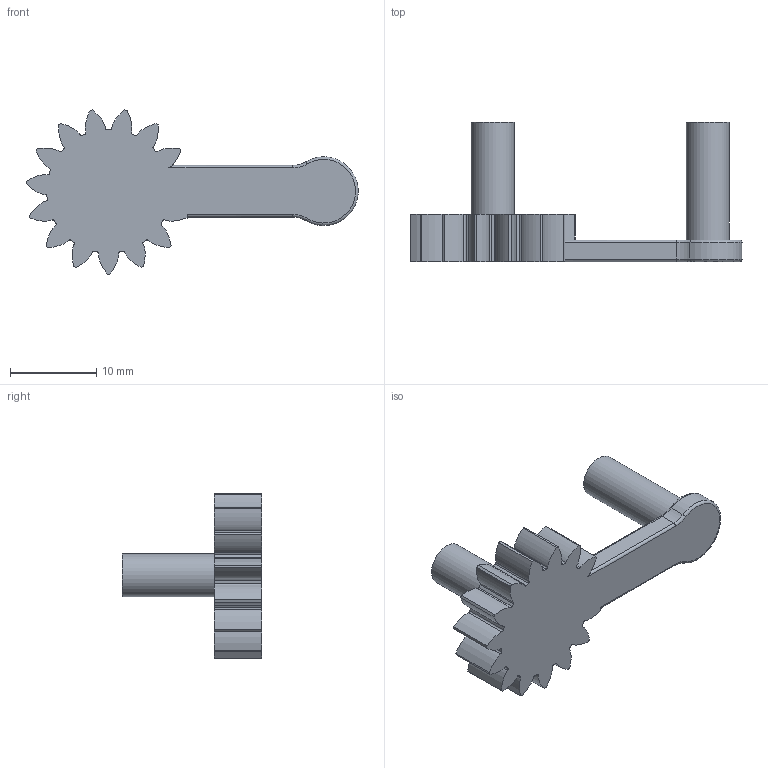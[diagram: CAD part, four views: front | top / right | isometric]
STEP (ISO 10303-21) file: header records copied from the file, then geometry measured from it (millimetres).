
FILE_DESCRIPTION(/* description */ (''),/* implementation_level */ '2;1');
FILE_NAME(/* name */ 'BRAÇO ROBÓTICO - Garra A2d_ipt_ad69c09e.STEP',/* time_stamp */ '2023-09-21T12:22:27-03:00',/* author */ ('Araújo, I.'),/* organization */ (''),/* preprocessor_version */ 'ST-DEVELOPER v18.1',/* originating_system */ 'Autodesk Inventor 2021',/* authorisation */ '');
FILE_SCHEMA (('AUTOMOTIVE_DESIGN { 1 0 10303 214 3 1 1 }'));
Length unit declared in the file: millimetre
Products named in the file (1): BRAÇO ROBÓTICO - Garra A2b
Bounding box: 38.58 x 16.2 x 19.09 mm (x, y, z)
Volume: 1997.9 mm3; surface area: 1797.1 mm2
Topology: 1 solids, 1 shells, 117 faces, 336 edges, 223 vertices
Faces by surface type: cylinder 71, bspline 31, plane 7, torus 6, cone 2
Full cylindrical faces by diameter (mm): 1.5 x2, 5 x2
Entity records: 5187 total; most frequent: CARTESIAN_POINT 2152, ORIENTED_EDGE 668, DIRECTION 594, EDGE_CURVE 334, AXIS2_PLACEMENT_3D 242, VERTEX_POINT 223, CIRCLE 155, EDGE_LOOP 121
